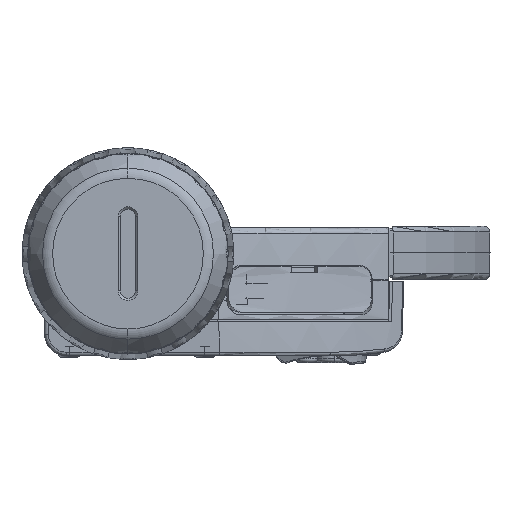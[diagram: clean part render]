
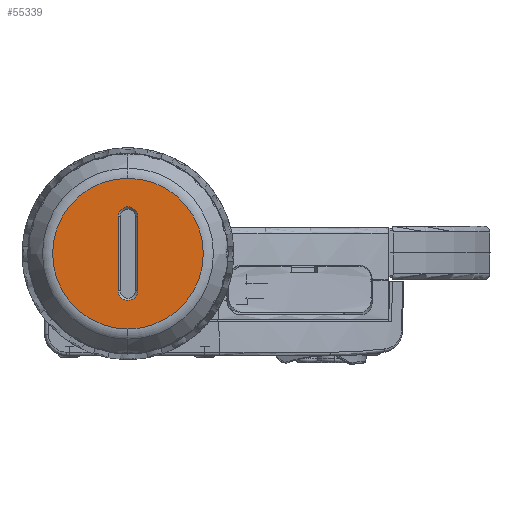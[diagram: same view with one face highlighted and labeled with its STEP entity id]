
A CAD part, left-side view. The second image highlights one B-rep face of the part: STEP entity #55339.
In plain terms, the highlighted face is planar.
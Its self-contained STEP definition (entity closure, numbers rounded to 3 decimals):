
#54820=CARTESIAN_POINT('',(6.5,0.,0.));
#54821=DIRECTION('',(1.,0.,0.));
#54822=DIRECTION('',(0.,0.,-1.));
#54823=AXIS2_PLACEMENT_3D('',#54820,#54821,#54822);
#54825=CARTESIAN_POINT('',(6.5,0.,0.));
#54826=DIRECTION('',(1.,0.,0.));
#54827=DIRECTION('',(0.,0.,1.));
#54828=AXIS2_PLACEMENT_3D('',#54825,#54826,#54827);
#54830=CARTESIAN_POINT('',(6.5,0.,-5.));
#54831=DIRECTION('',(-1.,0.,0.));
#54832=DIRECTION('',(0.,1.,0.));
#54833=AXIS2_PLACEMENT_3D('',#54830,#54831,#54832);
#54835=DIRECTION('',(0.,0.,-1.));
#54836=VECTOR('',#54835,10.);
#54837=CARTESIAN_POINT('',(6.5,1.3,5.));
#54838=LINE('',#54837,#54836);
#54839=CARTESIAN_POINT('',(6.5,0.,5.));
#54840=DIRECTION('',(-1.,0.,0.));
#54841=DIRECTION('',(0.,-1.,0.));
#54842=AXIS2_PLACEMENT_3D('',#54839,#54840,#54841);
#54844=DIRECTION('',(0.,0.,1.));
#54845=VECTOR('',#54844,10.);
#54846=CARTESIAN_POINT('',(6.5,-1.3,
-5.));
#54847=LINE('',#54846,#54845);
#54983=CARTESIAN_POINT('',(6.5,0.,-10.136));
#54984=CARTESIAN_POINT('',(6.5,0.,10.136));
#54985=VERTEX_POINT('',#54983);
#54986=VERTEX_POINT('',#54984);
#55007=CARTESIAN_POINT('',(6.5,1.3,-5.));
#55008=CARTESIAN_POINT('',(6.5,-1.3,-5.));
#55009=VERTEX_POINT('',#55007);
#55010=VERTEX_POINT('',#55008);
#55015=CARTESIAN_POINT('',(6.5,-1.3,
5.));
#55016=VERTEX_POINT('',#55015);
#55019=CARTESIAN_POINT('',(6.5,1.3,5.));
#55020=VERTEX_POINT('',#55019);
#55319=CARTESIAN_POINT('',(6.5,0.,0.));
#55320=DIRECTION('',(1.,0.,0.));
#55321=DIRECTION('',(0.,-1.,0.));
#55322=AXIS2_PLACEMENT_3D('',#55319,#55320,#55321);
#55323=PLANE('',#55322);
#55325=ORIENTED_EDGE('',*,*,#55324,.F.);
#55326=ORIENTED_EDGE('',*,*,#55309,.F.);
#55327=EDGE_LOOP('',(#55325,#55326));
#55328=FACE_OUTER_BOUND('',#55327,.F.);
#55330=ORIENTED_EDGE('',*,*,#55329,.F.);
#55332=ORIENTED_EDGE('',*,*,#55331,.F.);
#55334=ORIENTED_EDGE('',*,*,#55333,.F.);
#55336=ORIENTED_EDGE('',*,*,#55335,.F.);
#55337=EDGE_LOOP('',(#55330,#55332,#55334,#55336));
#55338=FACE_BOUND('',#55337,.F.);
#55339=ADVANCED_FACE('',(#55328,#55338),#55323,.T.);
#54824=CIRCLE('',#54823,10.136);
#54829=CIRCLE('',#54828,10.136);
#54834=CIRCLE('',#54833,1.3);
#54843=CIRCLE('',#54842,1.3);
#55309=EDGE_CURVE('',#54986,#54985,#54829,.T.);
#55324=EDGE_CURVE('',#54985,#54986,#54824,.T.);
#55329=EDGE_CURVE('',#55009,#55010,#54834,.T.);
#55331=EDGE_CURVE('',#55020,#55009,#54838,.T.);
#55333=EDGE_CURVE('',#55016,#55020,#54843,.T.);
#55335=EDGE_CURVE('',#55010,#55016,#54847,.T.);
